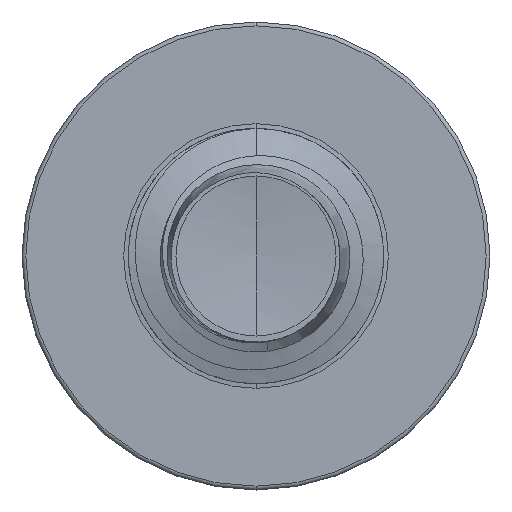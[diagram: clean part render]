
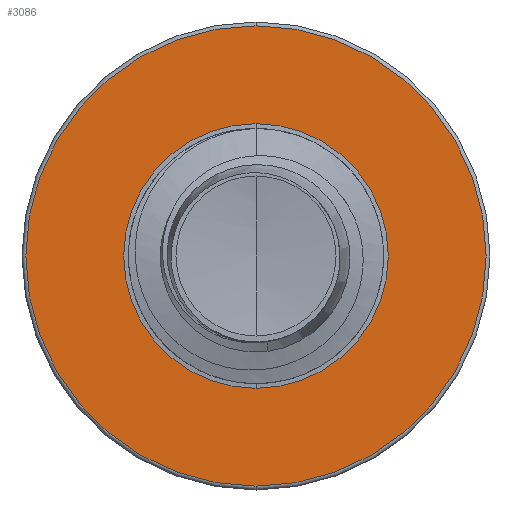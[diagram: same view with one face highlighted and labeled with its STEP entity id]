
A CAD part, front view. The second image highlights one B-rep face of the part: STEP entity #3086.
In plain terms, the highlighted planar face has unit normal (0, -1, 0).
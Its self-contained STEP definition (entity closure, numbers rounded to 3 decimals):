
#336 = EDGE_CURVE ( 'NONE', #8435, #7896, #3486, .T. ) ;
#338 = EDGE_CURVE ( 'NONE', #2426, #1413, #8308, .T. ) ;
#525 = CIRCLE ( 'NONE', #5790, 0.933 ) ;
#1413 = VERTEX_POINT ( 'NONE', #5666 ) ;
#1474 = EDGE_CURVE ( 'NONE', #7896, #8435, #525, .T. ) ;
#1622 = DIRECTION ( 'NONE',  ( 0., 1., 0. ) ) ;
#1625 = DIRECTION ( 'NONE',  ( 0., 0., 1. ) ) ;
#1689 = PLANE ( 'NONE',  #9682 ) ;
#1753 = CARTESIAN_POINT ( 'NONE',  ( 0., 2.25, -0.933 ) ) ;
#2426 = VERTEX_POINT ( 'NONE', #4060 ) ;
#2875 = ORIENTED_EDGE ( 'NONE', *, *, #1474, .T. ) ;
#3063 = DIRECTION ( 'NONE',  ( 0., 0., 1. ) ) ;
#3079 = DIRECTION ( 'NONE',  ( 0., 1., 0. ) ) ;
#3086 = ADVANCED_FACE ( 'NONE', ( #4380, #5711 ), #1689, .F. ) ;
#3093 = CARTESIAN_POINT ( 'NONE',  ( 0., 2.25, 0. ) ) ;
#3486 = CIRCLE ( 'NONE', #4859, 0.933 ) ;
#4060 = CARTESIAN_POINT ( 'NONE',  ( 0., 2.25, -1.623 ) ) ;
#4080 = CARTESIAN_POINT ( 'NONE',  ( 0., 2.25, -0.933 ) ) ;
#4155 = DIRECTION ( 'NONE',  ( 0., 0., 1. ) ) ;
#4170 = DIRECTION ( 'NONE',  ( 0., 1., 0. ) ) ;
#4199 = CARTESIAN_POINT ( 'NONE',  ( 0., 2.25, 0. ) ) ;
#4380 = FACE_OUTER_BOUND ( 'NONE', #7941, .T. ) ;
#4859 = AXIS2_PLACEMENT_3D ( 'NONE', #5584, #4938, #4930 ) ;
#4930 = DIRECTION ( 'NONE',  ( 0., 0., 1. ) ) ;
#4938 = DIRECTION ( 'NONE',  ( 0., 1., 0. ) ) ;
#5032 = ORIENTED_EDGE ( 'NONE', *, *, #336, .T. ) ;
#5404 = DIRECTION ( 'NONE',  ( 0., 0., 1. ) ) ;
#5409 = AXIS2_PLACEMENT_3D ( 'NONE', #4199, #4170, #4155 ) ;
#5417 = DIRECTION ( 'NONE',  ( 0., 1., 0. ) ) ;
#5419 = CARTESIAN_POINT ( 'NONE',  ( 0., 2.25, 0. ) ) ;
#5584 = CARTESIAN_POINT ( 'NONE',  ( 0., 2.25, 0. ) ) ;
#5623 = EDGE_CURVE ( 'NONE', #1413, #2426, #7348, .T. ) ;
#5666 = CARTESIAN_POINT ( 'NONE',  ( 0., 2.25, 1.623 ) ) ;
#5711 = FACE_BOUND ( 'NONE', #8035, .T. ) ;
#5790 = AXIS2_PLACEMENT_3D ( 'NONE', #5419, #5417, #5404 ) ;
#7348 = CIRCLE ( 'NONE', #9298, 1.623 ) ;
#7896 = VERTEX_POINT ( 'NONE', #4080 ) ;
#7941 = EDGE_LOOP ( 'NONE', ( #8258, #8302 ) ) ;
#8035 = EDGE_LOOP ( 'NONE', ( #5032, #2875 ) ) ;
#8258 = ORIENTED_EDGE ( 'NONE', *, *, #5623, .F. ) ;
#8302 = ORIENTED_EDGE ( 'NONE', *, *, #338, .F. ) ;
#8308 = CIRCLE ( 'NONE', #5409, 1.623 ) ;
#8435 = VERTEX_POINT ( 'NONE', #8861 ) ;
#8861 = CARTESIAN_POINT ( 'NONE',  ( 0., 2.25, 0.933 ) ) ;
#9298 = AXIS2_PLACEMENT_3D ( 'NONE', #3093, #3079, #3063 ) ;
#9682 = AXIS2_PLACEMENT_3D ( 'NONE', #1753, #1622, #1625 ) ;
